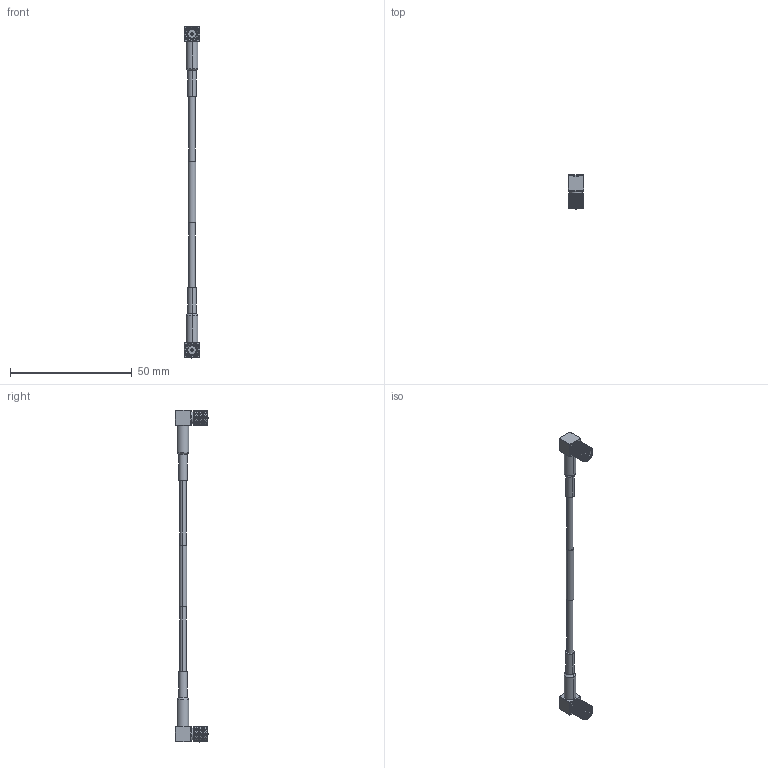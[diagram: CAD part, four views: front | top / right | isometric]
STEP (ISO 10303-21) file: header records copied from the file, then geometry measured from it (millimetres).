
FILE_DESCRIPTION (( 'STEP AP214' ), '1' );
FILE_NAME ('FMC1414316_3D.step', '2024-06-25T14:49:07', ( '' ), ( '' ), 'SwSTEP 2.0', 'SolidWorks 2022', '' );
FILE_SCHEMA (( 'AUTOMOTIVE_DESIGN' ));
Length unit declared in the file: inch
Products named in the file (4): SC5561_3D^FMC1414316; Coax Cable^FMC1414316_RG316U; Heat Shrinks^FMC1414316; FMC1414316_3D
Assembly tree (5 placements, depth 2):
  FMC1414316_3D
    Coax Cable^FMC1414316_RG316U
    Heat Shrinks^FMC1414316  x2
    SC5561_3D^FMC1414316  x2
Bounding box: 6.5 x 13.79 x 136.45 mm (x, y, z)
Volume: 2177.4 mm3; surface area: 3606.6 mm2
Topology: 9 solids, 9 shells, 3842 faces, 7992 edges, 4190 vertices
Faces by surface type: bspline 2896, cylinder 824, plane 90, cone 32
Entity records: 78178 total; most frequent: CARTESIAN_POINT 53345, ORIENTED_EDGE 8006, EDGE_CURVE 4003, VERTEX_POINT 2101, EDGE_LOOP 1942, FACE_OUTER_BOUND 1926, ADVANCED_FACE 1926, B_SPLINE_CURVE_WITH_KNOTS 1636
